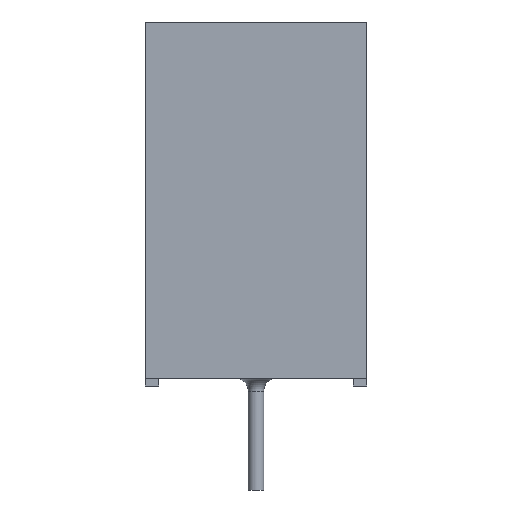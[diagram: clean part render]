
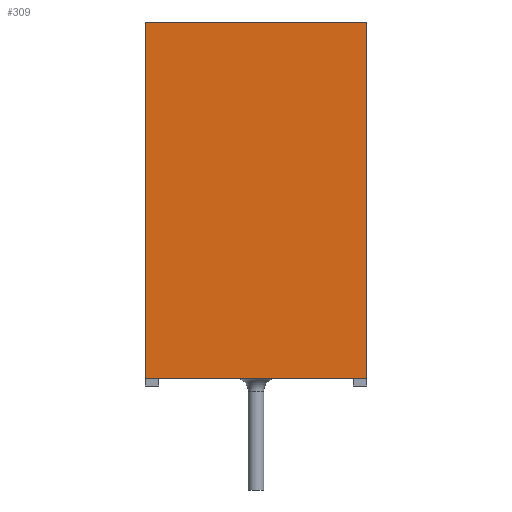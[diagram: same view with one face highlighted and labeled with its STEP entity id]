
A CAD part, left-side view. The second image highlights one B-rep face of the part: STEP entity #309.
In plain terms, the highlighted planar face has unit normal (-1, 0, 0).
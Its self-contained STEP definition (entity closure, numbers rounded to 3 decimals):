
#309 = ADVANCED_FACE( '', ( #811 ), #812, .F. );
#811 = FACE_OUTER_BOUND( '', #1550, .T. );
#812 = PLANE( '', #1551 );
#1550 = EDGE_LOOP( '', ( #2547, #2548, #2549, #2550 ) );
#1551 = AXIS2_PLACEMENT_3D( '', #2551, #2552, #2553 );
#2547 = ORIENTED_EDGE( '', *, *, #5077, .T. );
#2548 = ORIENTED_EDGE( '', *, *, #5078, .F. );
#2549 = ORIENTED_EDGE( '', *, *, #5079, .F. );
#2550 = ORIENTED_EDGE( '', *, *, #5080, .T. );
#2551 = CARTESIAN_POINT( '', ( -7.5, -4.25, 6.85 ) );
#2552 = DIRECTION( '', ( 1., 0., 0. ) );
#2553 = DIRECTION( '', ( 0., 0., -1. ) );
#5077 = EDGE_CURVE( '', #5968, #5969, #5970, .T. );
#5078 = EDGE_CURVE( '', #5971, #5969, #5972, .T. );
#5079 = EDGE_CURVE( '', #5973, #5971, #5974, .T. );
#5080 = EDGE_CURVE( '', #5973, #5968, #5975, .T. );
#5968 = VERTEX_POINT( '', #7491 );
#5969 = VERTEX_POINT( '', #7492 );
#5970 = LINE( '', #7493, #7494 );
#5971 = VERTEX_POINT( '', #7495 );
#5972 = LINE( '', #7496, #7497 );
#5973 = VERTEX_POINT( '', #7498 );
#5974 = LINE( '', #7499, #7500 );
#5975 = LINE( '', #7501, #7502 );
#7491 = CARTESIAN_POINT( '', ( -7.5, 4.25, 6.85 ) );
#7492 = CARTESIAN_POINT( '', ( -7.5, 4.25, -6.85 ) );
#7493 = CARTESIAN_POINT( '', ( -7.5, 4.25, 6.85 ) );
#7494 = VECTOR( '', #10204, 1000. );
#7495 = CARTESIAN_POINT( '', ( -7.5, -4.25, -6.85 ) );
#7496 = CARTESIAN_POINT( '', ( -7.5, -4.25, -6.85 ) );
#7497 = VECTOR( '', #10205, 1000. );
#7498 = CARTESIAN_POINT( '', ( -7.5, -4.25, 6.85 ) );
#7499 = CARTESIAN_POINT( '', ( -7.5, -4.25, 6.85 ) );
#7500 = VECTOR( '', #10206, 1000. );
#7501 = CARTESIAN_POINT( '', ( -7.5, -4.25, 6.85 ) );
#7502 = VECTOR( '', #10207, 1000. );
#10204 = DIRECTION( '', ( 0., 0., -1. ) );
#10205 = DIRECTION( '', ( 0., 1., 0. ) );
#10206 = DIRECTION( '', ( 0., 0., -1. ) );
#10207 = DIRECTION( '', ( 0., 1., 0. ) );
